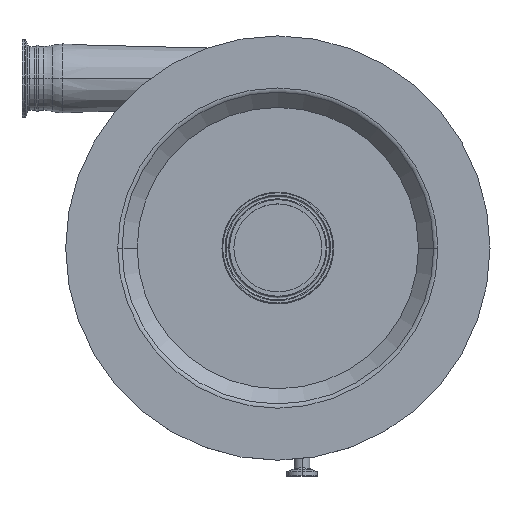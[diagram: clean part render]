
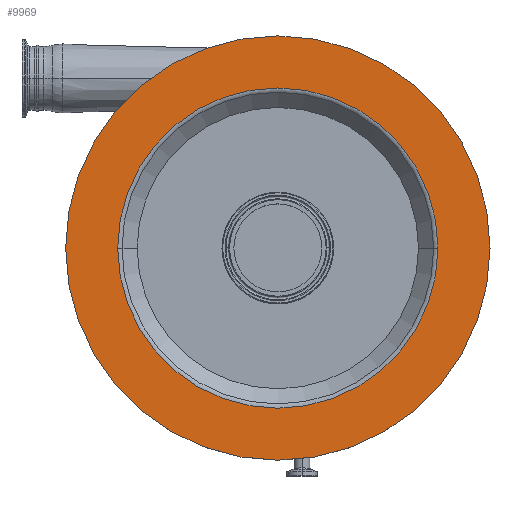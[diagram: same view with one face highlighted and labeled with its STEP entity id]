
A CAD part, top view. The second image highlights one B-rep face of the part: STEP entity #9969.
In plain terms, the highlighted planar face has unit normal (0, 0, 1).
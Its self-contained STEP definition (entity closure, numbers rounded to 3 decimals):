
#191 = EDGE_LOOP ( 'NONE', ( #6898, #504 ) ) ;
#344 = EDGE_CURVE ( 'NONE', #19400, #6181, #9678, .T. ) ;
#383 = EDGE_CURVE ( 'NONE', #7346, #6818, #542, .T. ) ;
#504 = ORIENTED_EDGE ( 'NONE', *, *, #344, .F. ) ;
#530 = DIRECTION ( 'NONE',  ( 0., 0., -1. ) ) ;
#542 = CIRCLE ( 'NONE', #19915, 132.071 ) ;
#2075 = DIRECTION ( 'NONE',  ( -1., 0., 0. ) ) ;
#2334 = AXIS2_PLACEMENT_3D ( 'NONE', #18739, #14210, #4624 ) ;
#2350 = FACE_OUTER_BOUND ( 'NONE', #191, .T. ) ;
#2828 = AXIS2_PLACEMENT_3D ( 'NONE', #18947, #4834, #2075 ) ;
#4624 = DIRECTION ( 'NONE',  ( -1., 0., 0. ) ) ;
#4834 = DIRECTION ( 'NONE',  ( 0., 0., -1. ) ) ;
#5622 = DIRECTION ( 'NONE',  ( 0., 0., -1. ) ) ;
#6181 = VERTEX_POINT ( 'NONE', #18191 ) ;
#6288 = DIRECTION ( 'NONE',  ( 0., 0., -1. ) ) ;
#6468 = FACE_BOUND ( 'NONE', #17895, .T. ) ;
#6818 = VERTEX_POINT ( 'NONE', #12399 ) ;
#6898 = ORIENTED_EDGE ( 'NONE', *, *, #16421, .F. ) ;
#6969 = DIRECTION ( 'NONE',  ( -1., 0., 0. ) ) ;
#7346 = VERTEX_POINT ( 'NONE', #17938 ) ;
#8422 = AXIS2_PLACEMENT_3D ( 'NONE', #19257, #5622, #9532 ) ;
#9165 = CARTESIAN_POINT ( 'NONE',  ( 0., 0., 67. ) ) ;
#9264 = DIRECTION ( 'NONE',  ( -1., 0., 0. ) ) ;
#9294 = EDGE_CURVE ( 'NONE', #6818, #7346, #15639, .T. ) ;
#9532 = DIRECTION ( 'NONE',  ( -1., 0., 0. ) ) ;
#9678 = CIRCLE ( 'NONE', #2828, 175. ) ;
#9935 = CARTESIAN_POINT ( 'NONE',  ( 0., 0., 67. ) ) ;
#9969 = ADVANCED_FACE ( 'NONE', ( #6468, #2350 ), #16531, .F. ) ;
#11783 = ORIENTED_EDGE ( 'NONE', *, *, #9294, .T. ) ;
#11920 = CARTESIAN_POINT ( 'NONE',  ( 175., 0., 67. ) ) ;
#12399 = CARTESIAN_POINT ( 'NONE',  ( 132.071, 0., 67. ) ) ;
#12721 = ORIENTED_EDGE ( 'NONE', *, *, #383, .T. ) ;
#13509 = CIRCLE ( 'NONE', #2334, 175. ) ;
#14210 = DIRECTION ( 'NONE',  ( 0., 0., -1. ) ) ;
#15639 = CIRCLE ( 'NONE', #18270, 132.071 ) ;
#16421 = EDGE_CURVE ( 'NONE', #6181, #19400, #13509, .T. ) ;
#16531 = PLANE ( 'NONE',  #8422 ) ;
#17895 = EDGE_LOOP ( 'NONE', ( #12721, #11783 ) ) ;
#17938 = CARTESIAN_POINT ( 'NONE',  ( -132.071, 0., 67. ) ) ;
#18191 = CARTESIAN_POINT ( 'NONE',  ( -175., 0., 67. ) ) ;
#18270 = AXIS2_PLACEMENT_3D ( 'NONE', #9165, #6288, #9264 ) ;
#18739 = CARTESIAN_POINT ( 'NONE',  ( 0., 0., 67. ) ) ;
#18947 = CARTESIAN_POINT ( 'NONE',  ( 0., 0., 67. ) ) ;
#19257 = CARTESIAN_POINT ( 'NONE',  ( 0., 175., 67. ) ) ;
#19400 = VERTEX_POINT ( 'NONE', #11920 ) ;
#19915 = AXIS2_PLACEMENT_3D ( 'NONE', #9935, #530, #6969 ) ;
